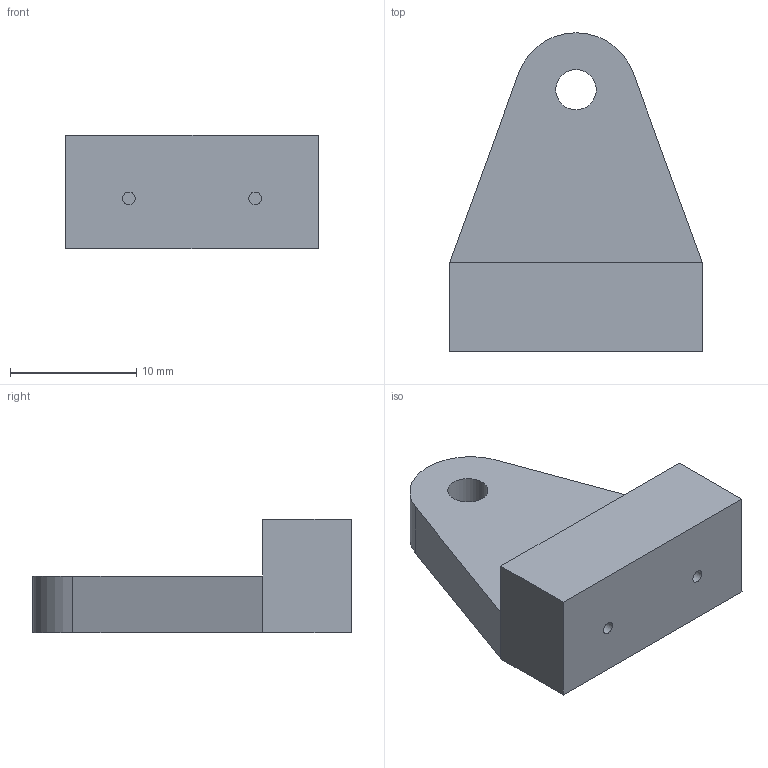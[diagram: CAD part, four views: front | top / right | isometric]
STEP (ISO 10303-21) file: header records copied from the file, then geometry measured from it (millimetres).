
FILE_DESCRIPTION(/* description */ (''),/* implementation_level */ '2;1');
FILE_NAME(/* name */ 'upper_deck_shaft_mount_for_AD.stp',/* time_stamp */ '2017-09-15T11:13:06+02:00',/* author */ ('ndz2'),/* organization */ (''),/* preprocessor_version */ 'ST-DEVELOPER v16.5',/* originating_system */ 'Autodesk Inventor 2017',/* authorisation */ '');
FILE_SCHEMA (('AUTOMOTIVE_DESIGN { 1 0 10303 214 3 1 1 }'));
Length unit declared in the file: millimetre
Products named in the file (1): upper_deck_shaft_mount_for_AD
Bounding box: 20 x 25.21 x 9 mm (x, y, z)
Volume: 2292.1 mm3; surface area: 1415.3 mm2
Topology: 1 solids, 1 shells, 15 faces, 31 edges, 20 vertices
Faces by surface type: plane 11, cylinder 4
Full cylindrical faces by diameter (mm): 1 x2, 3.2 x1
Entity records: 416 total; most frequent: DIRECTION 68, CARTESIAN_POINT 64, ORIENTED_EDGE 56, EDGE_CURVE 28, AXIS2_PLACEMENT_3D 24, EDGE_LOOP 22, LINE 20, VECTOR 20
